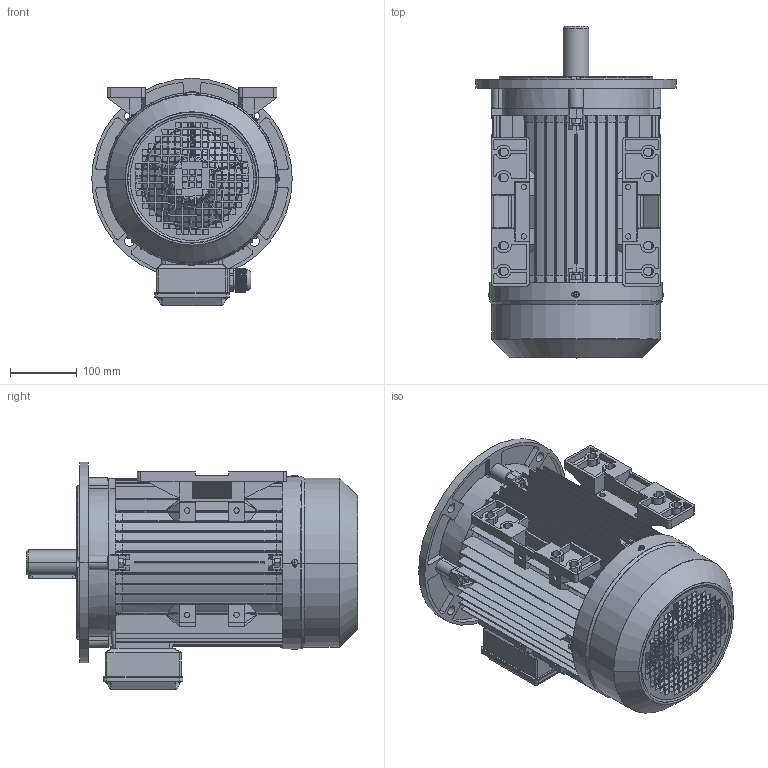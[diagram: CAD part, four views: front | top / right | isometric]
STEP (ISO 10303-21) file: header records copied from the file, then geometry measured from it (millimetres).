
FILE_DESCRIPTION (( 'STEP AP203' ), '1' );
FILE_NAME ('MS132L B35 外形图.STEP', '2009-04-01T13:39:41', ( '微软用户' ), ( '微软中国' ), 'SwSTEP 2.0', 'SolidWorks 2008', '' );
FILE_SCHEMA (( 'CONFIG_CONTROL_DESIGN' ));
Length unit declared in the file: millimetre
Products named in the file (15): 132L机壳_默认; 132后盖_默认; 螺钉M5_默认; 132风叶_默认; 内六角圆柱头螺栓M7_默认; 132L底脚_默认; MS132L B35 俋倛芞; 132B5盖_默认; 112-132接线盒_默认; 112-132接线盒盖_默认; 132油封_默认; 132风罩_默认; 112-132出线螺套_默认; 风罩螺钉M5_默认; 132机壳螺母_默认
Assembly tree (34 placements, depth 2):
  MS132L B35 俋倛芞
    132B5盖_默认
    132机壳螺母_默认  x7
    风罩螺钉M5_默认  x4
    螺钉M5_默认  x4
    内六角圆柱头螺栓M7_默认  x8
    112-132接线盒盖_默认
    112-132接线盒_默认
    132油封_默认
    132L底脚_默认  x2
    132风罩_默认
    132后盖_默认
    132风叶_默认
    132L机壳_默认
    112-132出线螺套_默认
Bounding box: 300 x 496.5 x 340 mm (x, y, z)
Volume: 3492407.2 mm3; surface area: 1734404.8 mm2
Topology: 34 solids, 34 shells, 3700 faces, 9773 edges, 6247 vertices
Faces by surface type: plane 2442, cylinder 836, cone 312, torus 94, sphere 16
Entity records: 93563 total; most frequent: CARTESIAN_POINT 19261, ORIENTED_EDGE 15390, DIRECTION 14269, EDGE_CURVE 7695, VECTOR 5337, LINE 5337, VERTEX_POINT 4982, AXIS2_PLACEMENT_3D 4466
